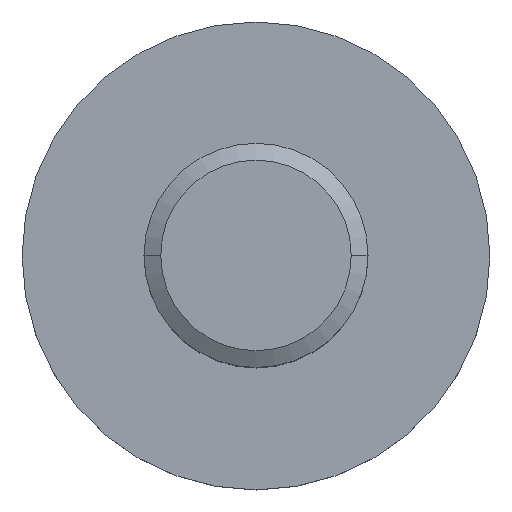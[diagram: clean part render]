
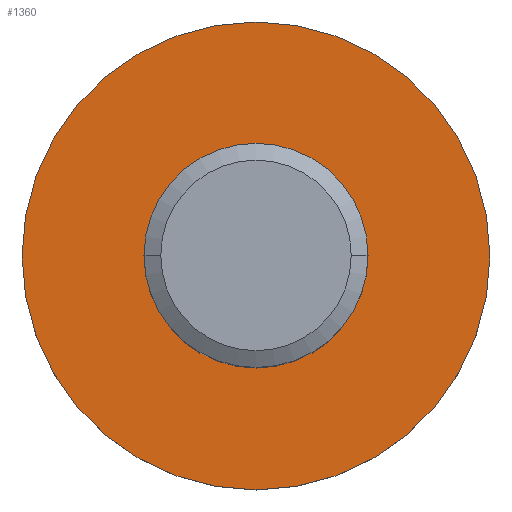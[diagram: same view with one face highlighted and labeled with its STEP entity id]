
A CAD part, top view. The second image highlights one B-rep face of the part: STEP entity #1360.
In plain terms, the highlighted planar face has unit normal (0, 0, 1).
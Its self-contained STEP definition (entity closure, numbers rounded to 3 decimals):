
#710=CARTESIAN_POINT('',(0.,4.,0.));
#720=VERTEX_POINT('',#710);
#900=CARTESIAN_POINT('',(0.,-4.,0.));
#910=VERTEX_POINT('',#900);
#940=CARTESIAN_POINT('',(0.,0.,0.));
#950=DIRECTION('',(0.,0.,1.));
#960=DIRECTION('',(0.,-1.,0.));
#970=AXIS2_PLACEMENT_3D('',#940,#950,#960);
#980=CIRCLE('',#970,4.);
#990=EDGE_CURVE('',#720,#910,#980,.T.);
#1110=CARTESIAN_POINT('',(0.,5.25,0.));
#1120=DIRECTION('',(-0.,0.,1.));
#1130=DIRECTION('',(0.,-1.,0.));
#1140=AXIS2_PLACEMENT_3D('',#1110,#1120,#1130);
#1150=PLANE('',#1140);
#1160=EDGE_CURVE('',#910,#720,#980,.T.);
#1170=ORIENTED_EDGE('',*,*,#1160,.F.);
#1180=ORIENTED_EDGE('',*,*,#990,.F.);
#1190=EDGE_LOOP('',(#1180,#1170));
#1200=FACE_BOUND('',#1190,.T.);
#1210=CARTESIAN_POINT('',(0.,0.,
0.));
#1220=DIRECTION('',(0.,0.,1.));
#1230=DIRECTION('',(0.,-1.,0.));
#1240=AXIS2_PLACEMENT_3D('',#1210,#1220,#1230);
#1250=CIRCLE('',#1240,8.35);
#1260=CARTESIAN_POINT('',(0.,-8.35,
0.));
#1270=VERTEX_POINT('',#1260);
#1280=CARTESIAN_POINT('',(0.,8.35,
0.));
#1290=VERTEX_POINT('',#1280);
#1300=EDGE_CURVE('',#1270,#1290,#1250,.T.);
#1310=ORIENTED_EDGE('',*,*,#1300,.T.);
#1320=EDGE_CURVE('',#1290,#1270,#1250,.T.);
#1330=ORIENTED_EDGE('',*,*,#1320,.T.);
#1340=EDGE_LOOP('',(#1330,#1310));
#1350=FACE_OUTER_BOUND('',#1340,.T.);
#1360=ADVANCED_FACE('',(#1200,#1350),#1150,.T.);
